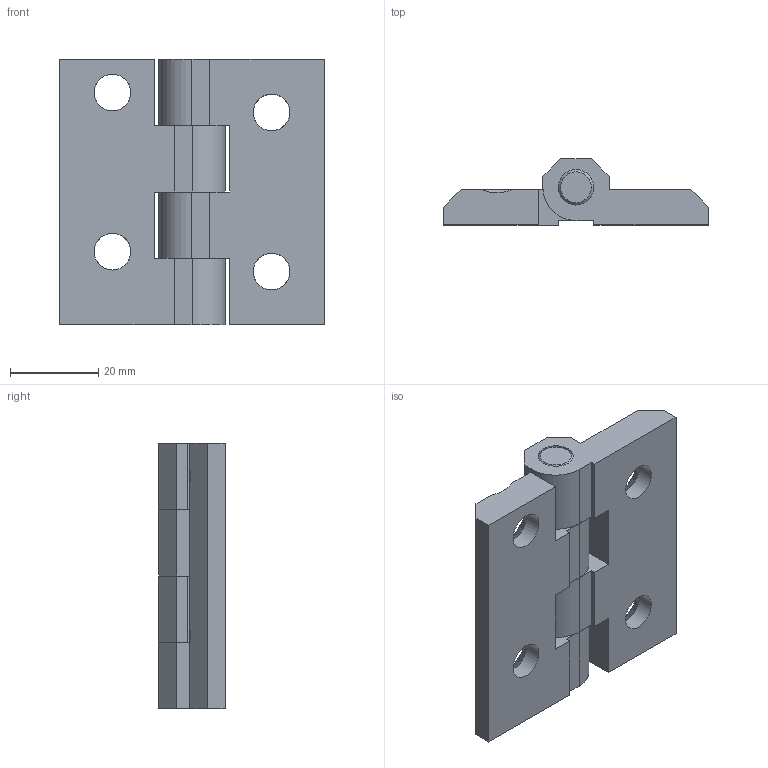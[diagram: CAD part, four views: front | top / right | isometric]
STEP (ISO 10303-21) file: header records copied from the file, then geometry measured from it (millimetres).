
FILE_DESCRIPTION( ( 'STEP AP214' ), '1' );
FILE_NAME( 'K1341.08301818.stp', '2020-12-10T11:43:36', ( '' ), ( '' ), ' ', 'PARTsolutions', ' ' );
FILE_SCHEMA( ( 'AUTOMOTIVE_DESIGN { 1 0 10303 214 1 1 1 1 }' ) );
Length unit declared in the file: millimetre
Products named in the file (4): K1341.08301818; _K1341_dummy3; _27875-90_li3; _K1341_re3
Assembly tree (3 placements, depth 2):
  K1341.08301818
    _K1341_dummy3
    _27875-90_li3
    _K1341_re3
Bounding box: 60 x 15 x 60 mm (x, y, z)
Volume: 28384.1 mm3; surface area: 12736.7 mm2
Topology: 2 solids, 2 shells, 72 faces, 207 edges, 138 vertices
Faces by surface type: plane 53, cylinder 13, cone 6
Full cylindrical faces by diameter (mm): 8 x5, 8.3 x4
Entity records: 2897 total; most frequent: CARTESIAN_POINT 419, ORIENTED_EDGE 370, DIRECTION 365, EDGE_CURVE 185, LINE 147, VECTOR 147, VERTEX_POINT 130, AXIS2_PLACEMENT_3D 109
